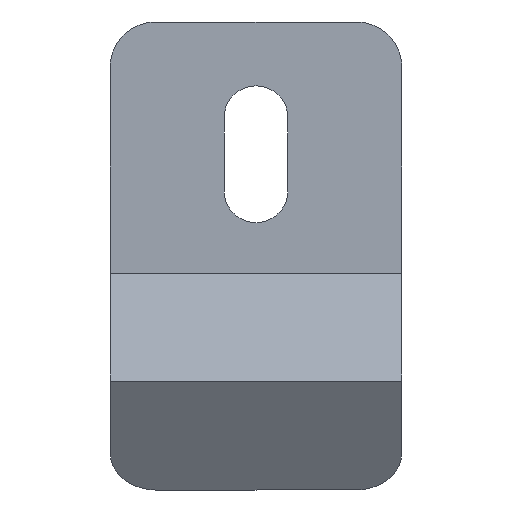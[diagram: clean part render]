
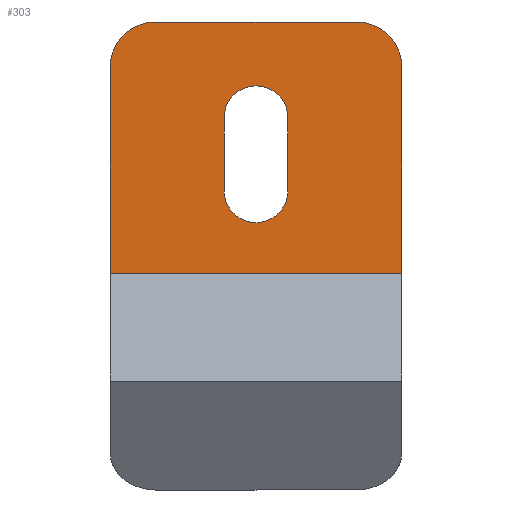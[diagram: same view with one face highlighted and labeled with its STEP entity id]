
A CAD part, front view. The second image highlights one B-rep face of the part: STEP entity #303.
In plain terms, the highlighted planar face has unit normal (0, -1, 0).
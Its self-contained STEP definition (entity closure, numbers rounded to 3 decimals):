
#3 = AXIS2_PLACEMENT_3D ( 'NONE', #347, #597, #193 ) ;
#20 = CARTESIAN_POINT ( 'NONE',  ( -16., -2., 0.443 ) ) ;
#26 = CARTESIAN_POINT ( 'NONE',  ( 0., -2., 21. ) ) ;
#29 = AXIS2_PLACEMENT_3D ( 'NONE', #642, #440, #43 ) ;
#35 = LINE ( 'NONE', #620, #395 ) ;
#37 = LINE ( 'NONE', #363, #544 ) ;
#43 = DIRECTION ( 'NONE',  ( 0., 0., 1. ) ) ;
#52 = CARTESIAN_POINT ( 'NONE',  ( 16., -2., 23. ) ) ;
#58 = DIRECTION ( 'NONE',  ( 0., 0., -1. ) ) ;
#67 = VERTEX_POINT ( 'NONE', #151 ) ;
#82 = CIRCLE ( 'NONE', #636, 3.5 ) ;
#87 = EDGE_CURVE ( 'NONE', #390, #525, #158, .T. ) ;
#91 = EDGE_CURVE ( 'NONE', #525, #106, #331, .T. ) ;
#92 = CARTESIAN_POINT ( 'NONE',  ( -3.5, -2., 17.5 ) ) ;
#95 = CARTESIAN_POINT ( 'NONE',  ( -16., -2., 23. ) ) ;
#104 = DIRECTION ( 'NONE',  ( 0., 0., 1. ) ) ;
#105 = LINE ( 'NONE', #310, #128 ) ;
#106 = VERTEX_POINT ( 'NONE', #306 ) ;
#119 = ORIENTED_EDGE ( 'NONE', *, *, #91, .F. ) ;
#128 = VECTOR ( 'NONE', #554, 1000. ) ;
#151 = CARTESIAN_POINT ( 'NONE',  ( 3.5, -2., 17.5 ) ) ;
#155 = CARTESIAN_POINT ( 'NONE',  ( 16., -2., 0.443 ) ) ;
#156 = VECTOR ( 'NONE', #58, 1000. ) ;
#158 = CIRCLE ( 'NONE', #547, 5. ) ;
#160 = VERTEX_POINT ( 'NONE', #20 ) ;
#162 = EDGE_CURVE ( 'NONE', #524, #160, #105, .T. ) ;
#169 = DIRECTION ( 'NONE',  ( 0., 0., 1. ) ) ;
#173 = ORIENTED_EDGE ( 'NONE', *, *, #87, .F. ) ;
#175 = DIRECTION ( 'NONE',  ( 0., 1., 0. ) ) ;
#182 = EDGE_CURVE ( 'NONE', #386, #67, #37, .T. ) ;
#183 = ORIENTED_EDGE ( 'NONE', *, *, #189, .F. ) ;
#189 = EDGE_CURVE ( 'NONE', #271, #481, #419, .T. ) ;
#192 = ORIENTED_EDGE ( 'NONE', *, *, #239, .F. ) ;
#193 = DIRECTION ( 'NONE',  ( 0., 0., -1. ) ) ;
#200 = EDGE_LOOP ( 'NONE', ( #173, #192, #372, #423, #343, #119 ) ) ;
#232 = PLANE ( 'NONE',  #302 ) ;
#239 = EDGE_CURVE ( 'NONE', #160, #390, #300, .T. ) ;
#244 = CARTESIAN_POINT ( 'NONE',  ( 16., -2., 0. ) ) ;
#264 = FACE_BOUND ( 'NONE', #323, .T. ) ;
#267 = DIRECTION ( 'NONE',  ( 0., -1., 0. ) ) ;
#271 = VERTEX_POINT ( 'NONE', #26 ) ;
#275 = CARTESIAN_POINT ( 'NONE',  ( 0., -2., 9.5 ) ) ;
#277 = EDGE_CURVE ( 'NONE', #481, #496, #35, .T. ) ;
#281 = DIRECTION ( 'NONE',  ( 0., 0., -1. ) ) ;
#287 = EDGE_CURVE ( 'NONE', #496, #386, #82, .T. ) ;
#300 = LINE ( 'NONE', #560, #492 ) ;
#302 = AXIS2_PLACEMENT_3D ( 'NONE', #470, #175, #566 ) ;
#303 = ADVANCED_FACE ( 'NONE', ( #418, #264 ), #232, .F. ) ;
#306 = CARTESIAN_POINT ( 'NONE',  ( 11., -2., 28. ) ) ;
#310 = CARTESIAN_POINT ( 'NONE',  ( 16., -2., 0.443 ) ) ;
#323 = EDGE_LOOP ( 'NONE', ( #504, #183, #401, #349, #643 ) ) ;
#331 = LINE ( 'NONE', #551, #581 ) ;
#341 = DIRECTION ( 'NONE',  ( 1., 0., 0. ) ) ;
#343 = ORIENTED_EDGE ( 'NONE', *, *, #575, .F. ) ;
#347 = CARTESIAN_POINT ( 'NONE',  ( 11., -2., 23. ) ) ;
#349 = ORIENTED_EDGE ( 'NONE', *, *, #182, .F. ) ;
#358 = CIRCLE ( 'NONE', #29, 3.5 ) ;
#360 = DIRECTION ( 'NONE',  ( 0., 0., 1. ) ) ;
#363 = CARTESIAN_POINT ( 'NONE',  ( 3.5, -2., 0. ) ) ;
#367 = DIRECTION ( 'NONE',  ( 0., 0., 1. ) ) ;
#372 = ORIENTED_EDGE ( 'NONE', *, *, #162, .F. ) ;
#386 = VERTEX_POINT ( 'NONE', #585 ) ;
#390 = VERTEX_POINT ( 'NONE', #95 ) ;
#395 = VECTOR ( 'NONE', #281, 1000. ) ;
#401 = ORIENTED_EDGE ( 'NONE', *, *, #466, .F. ) ;
#418 = FACE_OUTER_BOUND ( 'NONE', #200, .T. ) ;
#419 = CIRCLE ( 'NONE', #429, 3.5 ) ;
#423 = ORIENTED_EDGE ( 'NONE', *, *, #579, .F. ) ;
#428 = DIRECTION ( 'NONE',  ( 0., 0., 1. ) ) ;
#429 = AXIS2_PLACEMENT_3D ( 'NONE', #462, #561, #367 ) ;
#440 = DIRECTION ( 'NONE',  ( 0., -1., 0. ) ) ;
#455 = CARTESIAN_POINT ( 'NONE',  ( -11., -2., 23. ) ) ;
#462 = CARTESIAN_POINT ( 'NONE',  ( 0., -2., 17.5 ) ) ;
#466 = EDGE_CURVE ( 'NONE', #67, #271, #358, .T. ) ;
#470 = CARTESIAN_POINT ( 'NONE',  ( 16., -2., 0. ) ) ;
#481 = VERTEX_POINT ( 'NONE', #92 ) ;
#491 = CARTESIAN_POINT ( 'NONE',  ( -3.5, -2., 9.5 ) ) ;
#492 = VECTOR ( 'NONE', #169, 1000. ) ;
#496 = VERTEX_POINT ( 'NONE', #491 ) ;
#497 = DIRECTION ( 'NONE',  ( 0., 1., 0. ) ) ;
#504 = ORIENTED_EDGE ( 'NONE', *, *, #277, .F. ) ;
#513 = LINE ( 'NONE', #244, #156 ) ;
#524 = VERTEX_POINT ( 'NONE', #155 ) ;
#525 = VERTEX_POINT ( 'NONE', #553 ) ;
#531 = VERTEX_POINT ( 'NONE', #52 ) ;
#544 = VECTOR ( 'NONE', #360, 1000. ) ;
#547 = AXIS2_PLACEMENT_3D ( 'NONE', #455, #497, #104 ) ;
#551 = CARTESIAN_POINT ( 'NONE',  ( 16., -2., 28. ) ) ;
#553 = CARTESIAN_POINT ( 'NONE',  ( -11., -2., 28. ) ) ;
#554 = DIRECTION ( 'NONE',  ( -1., 0., 0. ) ) ;
#560 = CARTESIAN_POINT ( 'NONE',  ( -16., -2., 0. ) ) ;
#561 = DIRECTION ( 'NONE',  ( 0., -1., 0. ) ) ;
#566 = DIRECTION ( 'NONE',  ( 0., 0., 1. ) ) ;
#575 = EDGE_CURVE ( 'NONE', #106, #531, #588, .T. ) ;
#579 = EDGE_CURVE ( 'NONE', #531, #524, #513, .T. ) ;
#581 = VECTOR ( 'NONE', #341, 1000. ) ;
#585 = CARTESIAN_POINT ( 'NONE',  ( 3.5, -2., 9.5 ) ) ;
#588 = CIRCLE ( 'NONE', #3, 5. ) ;
#597 = DIRECTION ( 'NONE',  ( 0., 1., 0. ) ) ;
#620 = CARTESIAN_POINT ( 'NONE',  ( -3.5, -2., 0. ) ) ;
#636 = AXIS2_PLACEMENT_3D ( 'NONE', #275, #267, #428 ) ;
#642 = CARTESIAN_POINT ( 'NONE',  ( 0., -2., 17.5 ) ) ;
#643 = ORIENTED_EDGE ( 'NONE', *, *, #287, .F. ) ;
